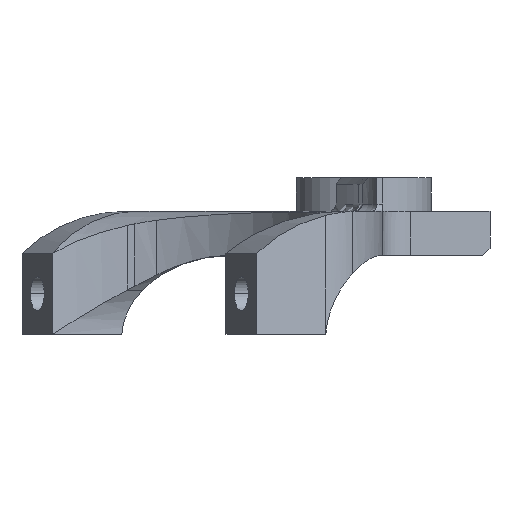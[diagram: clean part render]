
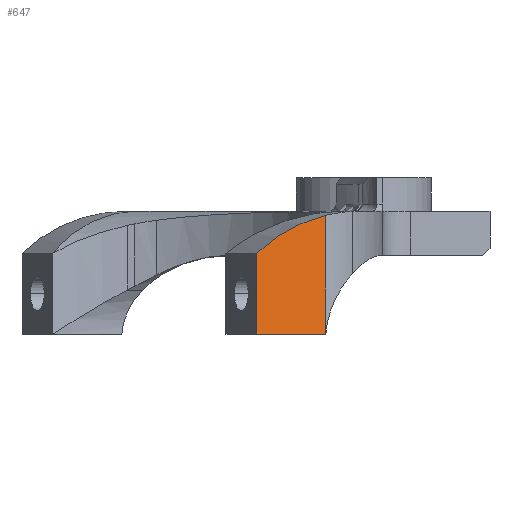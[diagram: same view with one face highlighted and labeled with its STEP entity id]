
A CAD part, left-side view. The second image highlights one B-rep face of the part: STEP entity #647.
In plain terms, the highlighted planar face has unit normal (-0.913, -0.407, 0).
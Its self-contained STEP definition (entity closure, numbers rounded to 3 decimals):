
#88 = EDGE_CURVE ( 'NONE', #639, #699, #1573, .T. ) ;
#166 = DIRECTION ( 'NONE',  ( 0.914, 0.407, 0. ) ) ;
#265 = EDGE_CURVE ( 'NONE', #1502, #699, #1256, .T. ) ;
#578 = ORIENTED_EDGE ( 'NONE', *, *, #88, .T. ) ;
#614 = DIRECTION ( 'NONE',  ( 0.914, 0.407, 0. ) ) ;
#624 = CIRCLE ( 'NONE', #752, 25.4 ) ;
#639 = VERTEX_POINT ( 'NONE', #1246 ) ;
#647 = ADVANCED_FACE ( 'NONE', ( #2431 ), #2048, .F. ) ;
#699 = VERTEX_POINT ( 'NONE', #746 ) ;
#710 = DIRECTION ( 'NONE',  ( 0., 0., -1. ) ) ;
#746 = CARTESIAN_POINT ( 'NONE',  ( -97.296, 5.644, -18.184 ) ) ;
#752 = AXIS2_PLACEMENT_3D ( 'NONE', #2974, #614, #1796 ) ;
#1067 = DIRECTION ( 'NONE',  ( 0.407, -0.914, 0. ) ) ;
#1084 = EDGE_CURVE ( 'NONE', #1809, #1502, #624, .T. ) ;
#1135 = CARTESIAN_POINT ( 'NONE',  ( -101.841, 15.853, -0.5 ) ) ;
#1246 = CARTESIAN_POINT ( 'NONE',  ( -101.841, 15.853, -18.184 ) ) ;
#1256 = LINE ( 'NONE', #3439, #1734 ) ;
#1318 = EDGE_LOOP ( 'NONE', ( #3247, #3417, #578, #2081 ) ) ;
#1502 = VERTEX_POINT ( 'NONE', #3250 ) ;
#1573 = LINE ( 'NONE', #2756, #3032 ) ;
#1734 = VECTOR ( 'NONE', #3423, 1000. ) ;
#1796 = DIRECTION ( 'NONE',  ( -0.407, 0.914, 0. ) ) ;
#1809 = VERTEX_POINT ( 'NONE', #3374 ) ;
#2048 = PLANE ( 'NONE',  #2913 ) ;
#2081 = ORIENTED_EDGE ( 'NONE', *, *, #265, .F. ) ;
#2431 = FACE_OUTER_BOUND ( 'NONE', #1318, .T. ) ;
#2756 = CARTESIAN_POINT ( 'NONE',  ( -79.103, -35.219, -18.184 ) ) ;
#2913 = AXIS2_PLACEMENT_3D ( 'NONE', #3079, #166, #710 ) ;
#2974 = CARTESIAN_POINT ( 'NONE',  ( -95.085, 0.679, -25.4 ) ) ;
#3032 = VECTOR ( 'NONE', #1067, 1000. ) ;
#3079 = CARTESIAN_POINT ( 'NONE',  ( -79.103, -35.219, -0.5 ) ) ;
#3162 = DIRECTION ( 'NONE',  ( 0., 0., -1. ) ) ;
#3168 = VECTOR ( 'NONE', #3162, 1000. ) ;
#3233 = LINE ( 'NONE', #1135, #3168 ) ;
#3247 = ORIENTED_EDGE ( 'NONE', *, *, #1084, .F. ) ;
#3250 = CARTESIAN_POINT ( 'NONE',  ( -97.296, 5.644, -0.588 ) ) ;
#3374 = CARTESIAN_POINT ( 'NONE',  ( -101.841, 15.853, -6.184 ) ) ;
#3417 = ORIENTED_EDGE ( 'NONE', *, *, #3430, .T. ) ;
#3423 = DIRECTION ( 'NONE',  ( 0., 0., -1. ) ) ;
#3430 = EDGE_CURVE ( 'NONE', #1809, #639, #3233, .T. ) ;
#3439 = CARTESIAN_POINT ( 'NONE',  ( -97.296, 5.644, -0.5 ) ) ;
